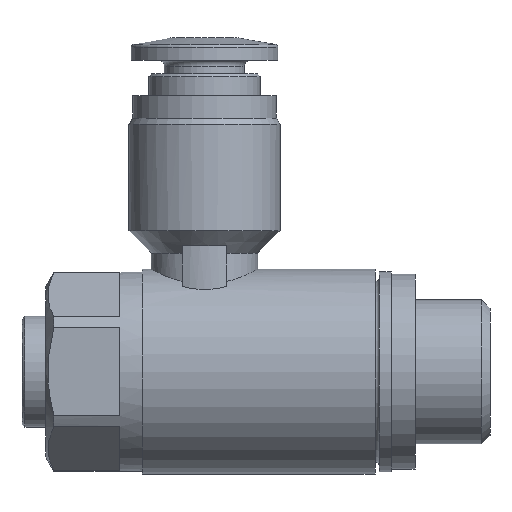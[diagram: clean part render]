
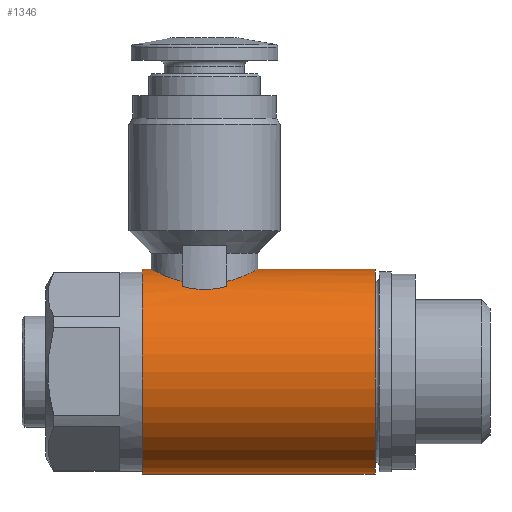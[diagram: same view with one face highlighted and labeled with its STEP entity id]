
A CAD part, left-side view. The second image highlights one B-rep face of the part: STEP entity #1346.
In plain terms, the highlighted cylindrical face has radius 6.9 mm (diameter 13.8 mm), a full revolution.
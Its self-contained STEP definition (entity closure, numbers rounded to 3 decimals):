
#129=CIRCLE('',#1420,6.9);
#130=CIRCLE('',#1421,6.9);
#131=CIRCLE('',#1422,6.9);
#132=CIRCLE('',#1423,6.9);
#133=CIRCLE('',#1424,6.9);
#134=CIRCLE('',#1425,6.9);
#193=ORIENTED_EDGE('',*,*,#417,.F.);
#194=ORIENTED_EDGE('',*,*,#418,.T.);
#195=ORIENTED_EDGE('',*,*,#419,.F.);
#196=ORIENTED_EDGE('',*,*,#420,.F.);
#197=ORIENTED_EDGE('',*,*,#421,.F.);
#198=ORIENTED_EDGE('',*,*,#422,.F.);
#199=ORIENTED_EDGE('',*,*,#423,.F.);
#200=ORIENTED_EDGE('',*,*,#424,.F.);
#201=ORIENTED_EDGE('',*,*,#425,.F.);
#202=ORIENTED_EDGE('',*,*,#426,.F.);
#417=EDGE_CURVE('',#529,#529,#129,.T.);
#418=EDGE_CURVE('',#530,#530,#130,.T.);
#419=EDGE_CURVE('',#531,#532,#131,.T.);
#420=EDGE_CURVE('',#533,#531,#616,.T.);
#421=EDGE_CURVE('',#534,#533,#132,.T.);
#422=EDGE_CURVE('',#535,#534,#617,.T.);
#423=EDGE_CURVE('',#536,#535,#133,.T.);
#424=EDGE_CURVE('',#537,#536,#618,.T.);
#425=EDGE_CURVE('',#538,#537,#134,.T.);
#426=EDGE_CURVE('',#532,#538,#619,.T.);
#529=VERTEX_POINT('',#1857);
#530=VERTEX_POINT('',#1859);
#531=VERTEX_POINT('',#1861);
#532=VERTEX_POINT('',#1862);
#533=VERTEX_POINT('',#1870);
#534=VERTEX_POINT('',#1872);
#535=VERTEX_POINT('',#1878);
#536=VERTEX_POINT('',#1880);
#537=VERTEX_POINT('',#1888);
#538=VERTEX_POINT('',#1890);
#616=B_SPLINE_CURVE_WITH_KNOTS('',3,(#1863,#1864,#1865,#1866,#1867,#1868,
#1869),.UNSPECIFIED.,.F.,.F.,(4,1,1,1,4),(0.013,0.015,
0.017,0.019,0.021),.UNSPECIFIED.);
#617=B_SPLINE_CURVE_WITH_KNOTS('',3,(#1873,#1874,#1875,#1876,#1877),
 .UNSPECIFIED.,.F.,.F.,(4,1,4),(0.,0.002,0.003),
 .UNSPECIFIED.);
#618=B_SPLINE_CURVE_WITH_KNOTS('',3,(#1881,#1882,#1883,#1884,#1885,#1886,
#1887),.UNSPECIFIED.,.F.,.F.,(4,1,1,1,4),(0.002,0.004,
0.006,0.008,0.01),
 .UNSPECIFIED.);
#619=B_SPLINE_CURVE_WITH_KNOTS('',3,(#1891,#1892,#1893,#1894,#1895),
 .UNSPECIFIED.,.F.,.F.,(4,1,4),(0.,0.002,0.003),
 .UNSPECIFIED.);
#636=EDGE_LOOP('',(#193));
#637=EDGE_LOOP('',(#194));
#638=EDGE_LOOP('',(#195,#196,#197,#198,#199,#200,#201,#202));
#746=FACE_BOUND('',#636,.T.);
#747=FACE_BOUND('',#637,.T.);
#748=FACE_BOUND('',#638,.T.);
#855=CYLINDRICAL_SURFACE('',#1419,6.9);
#1346=ADVANCED_FACE('',(#746,#747,#748),#855,.T.);
#1419=AXIS2_PLACEMENT_3D('',#1855,#1553,#1554);
#1420=AXIS2_PLACEMENT_3D('',#1856,#1555,#1556);
#1421=AXIS2_PLACEMENT_3D('',#1858,#1557,#1558);
#1422=AXIS2_PLACEMENT_3D('',#1860,#1559,#1560);
#1423=AXIS2_PLACEMENT_3D('',#1871,#1561,#1562);
#1424=AXIS2_PLACEMENT_3D('',#1879,#1563,#1564);
#1425=AXIS2_PLACEMENT_3D('',#1889,#1565,#1566);
#1553=DIRECTION('',(0.,-1.,0.));
#1554=DIRECTION('',(0.,0.,-1.));
#1555=DIRECTION('',(0.,-1.,0.));
#1556=DIRECTION('',(0.,0.,-1.));
#1557=DIRECTION('',(0.,-1.,0.));
#1558=DIRECTION('',(0.,0.,-1.));
#1559=DIRECTION('',(0.,-1.,0.));
#1560=DIRECTION('',(0.,0.,-1.));
#1561=DIRECTION('',(0.,-1.,0.));
#1562=DIRECTION('',(0.,0.,-1.));
#1563=DIRECTION('',(0.,1.,0.));
#1564=DIRECTION('',(0.,0.,1.));
#1565=DIRECTION('',(0.,1.,0.));
#1566=DIRECTION('',(0.,0.,1.));
#1855=CARTESIAN_POINT('',(0.,-19.25,0.));
#1856=CARTESIAN_POINT('',(0.,-11.5,0.));
#1857=CARTESIAN_POINT('',(0.,-11.5,-6.9));
#1858=CARTESIAN_POINT('',(0.,4.2,0.));
#1859=CARTESIAN_POINT('',(0.,4.2,-6.9));
#1860=CARTESIAN_POINT('',(0.,1.5,0.));
#1861=CARTESIAN_POINT('',(-3.273,1.5,6.075));
#1862=CARTESIAN_POINT('',(-3.816,1.5,5.749));
#1863=CARTESIAN_POINT('',(3.273,1.5,6.075));
#1864=CARTESIAN_POINT('',(2.987,2.123,6.228));
#1865=CARTESIAN_POINT('',(2.085,3.173,6.665));
#1866=CARTESIAN_POINT('',(0.006,3.813,7.017));
#1867=CARTESIAN_POINT('',(-2.084,3.177,6.666));
#1868=CARTESIAN_POINT('',(-2.989,2.12,6.228));
#1869=CARTESIAN_POINT('',(-3.273,1.5,6.075));
#1870=CARTESIAN_POINT('',(3.273,1.5,6.075));
#1871=CARTESIAN_POINT('',(0.,1.5,0.));
#1872=CARTESIAN_POINT('',(3.816,1.5,5.749));
#1873=CARTESIAN_POINT('',(3.816,-1.5,5.749));
#1874=CARTESIAN_POINT('',(4.001,-1.029,5.626));
#1875=CARTESIAN_POINT('',(4.199,-0.002,5.474));
#1876=CARTESIAN_POINT('',(4.001,1.028,5.626));
#1877=CARTESIAN_POINT('',(3.816,1.5,5.749));
#1878=CARTESIAN_POINT('',(3.816,-1.5,5.749));
#1879=CARTESIAN_POINT('',(0.,-1.5,0.));
#1880=CARTESIAN_POINT('',(3.273,-1.5,6.075));
#1881=CARTESIAN_POINT('',(-3.273,-1.5,6.075));
#1882=CARTESIAN_POINT('',(-2.988,-2.12,6.228));
#1883=CARTESIAN_POINT('',(-2.081,-3.177,6.666));
#1884=CARTESIAN_POINT('',(-0.008,-3.811,7.017));
#1885=CARTESIAN_POINT('',(2.085,-3.178,6.667));
#1886=CARTESIAN_POINT('',(2.99,-2.117,6.227));
#1887=CARTESIAN_POINT('',(3.273,-1.5,6.075));
#1888=CARTESIAN_POINT('',(-3.273,-1.5,6.075));
#1889=CARTESIAN_POINT('',(0.,-1.5,0.));
#1890=CARTESIAN_POINT('',(-3.816,-1.5,5.749));
#1891=CARTESIAN_POINT('',(-3.816,1.5,5.749));
#1892=CARTESIAN_POINT('',(-4.001,1.029,5.626));
#1893=CARTESIAN_POINT('',(-4.199,0.002,5.474));
#1894=CARTESIAN_POINT('',(-4.001,-1.028,5.626));
#1895=CARTESIAN_POINT('',(-3.816,-1.5,5.749));
